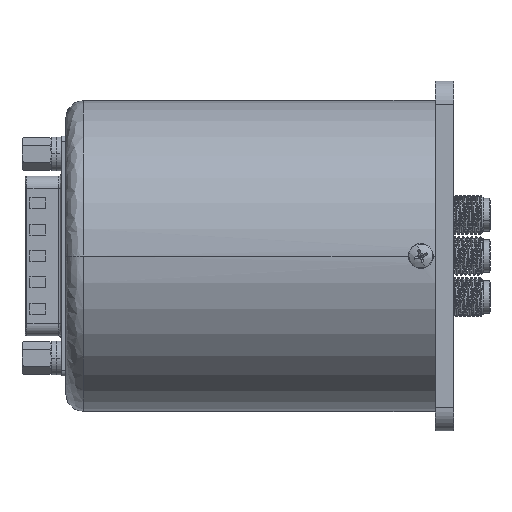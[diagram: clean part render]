
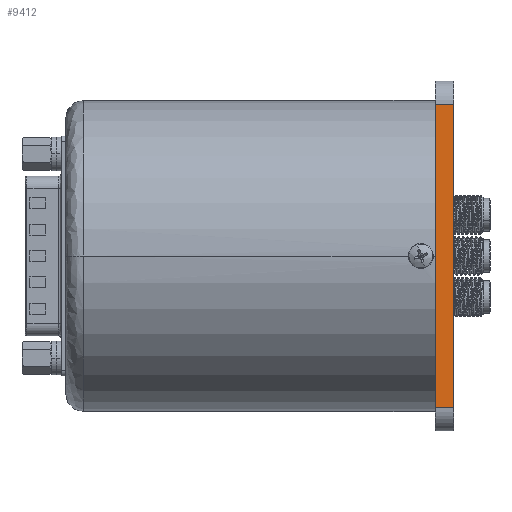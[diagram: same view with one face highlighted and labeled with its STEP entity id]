
A CAD part, left-side view. The second image highlights one B-rep face of the part: STEP entity #9412.
In plain terms, the highlighted planar face has unit normal (-1, 0, 0).
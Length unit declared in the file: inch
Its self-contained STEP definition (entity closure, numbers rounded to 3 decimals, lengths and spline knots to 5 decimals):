
#1704 = CARTESIAN_POINT ( 'NONE',  ( -1.125, 0.12, -0.975 ) ) ;
#1771 = CARTESIAN_POINT ( 'NONE',  ( -1.125, 0.12, 0.975 ) ) ;
#2206 = LINE ( 'NONE', #55885, #12171 ) ;
#3344 = ORIENTED_EDGE ( 'NONE', *, *, #42188, .F. ) ;
#4368 = ORIENTED_EDGE ( 'NONE', *, *, #48111, .T. ) ;
#6640 = VERTEX_POINT ( 'NONE', #1771 ) ;
#9412 = ADVANCED_FACE ( 'NONE', ( #57162 ), #29384, .F. ) ;
#10799 = ORIENTED_EDGE ( 'NONE', *, *, #25321, .F. ) ;
#12171 = VECTOR ( 'NONE', #14549, 39.37008 ) ;
#12945 = CARTESIAN_POINT ( 'NONE',  ( -1.125, 0.12, 1.125 ) ) ;
#13794 = VECTOR ( 'NONE', #20052, 39.37008 ) ;
#14549 = DIRECTION ( 'NONE',  ( 0., 0., 1. ) ) ;
#17012 = CARTESIAN_POINT ( 'NONE',  ( -1.125, 0.12, 1.125 ) ) ;
#17404 = CARTESIAN_POINT ( 'NONE',  ( -1.125, 0., 0.975 ) ) ;
#19735 = EDGE_CURVE ( 'NONE', #49914, #6640, #40376, .T. ) ;
#20052 = DIRECTION ( 'NONE',  ( 0., 1., 0. ) ) ;
#21904 = CARTESIAN_POINT ( 'NONE',  ( -1.125, 0.12, -0.975 ) ) ;
#22014 = VERTEX_POINT ( 'NONE', #17404 ) ;
#25321 = EDGE_CURVE ( 'NONE', #6640, #22014, #36842, .T. ) ;
#26072 = EDGE_LOOP ( 'NONE', ( #10799, #32245, #3344, #4368 ) ) ;
#29384 = PLANE ( 'NONE',  #56926 ) ;
#32245 = ORIENTED_EDGE ( 'NONE', *, *, #19735, .F. ) ;
#32694 = CARTESIAN_POINT ( 'NONE',  ( -1.125, 0., -0.975 ) ) ;
#36237 = CARTESIAN_POINT ( 'NONE',  ( -1.125, 0.12, 0.975 ) ) ;
#36842 = LINE ( 'NONE', #36237, #44993 ) ;
#37147 = DIRECTION ( 'NONE',  ( 0., -1., 0. ) ) ;
#40376 = LINE ( 'NONE', #12945, #56113 ) ;
#41078 = VERTEX_POINT ( 'NONE', #32694 ) ;
#42188 = EDGE_CURVE ( 'NONE', #41078, #49914, #56564, .T. ) ;
#44993 = VECTOR ( 'NONE', #37147, 39.37008 ) ;
#45782 = DIRECTION ( 'NONE',  ( 0., 0., 1. ) ) ;
#47802 = DIRECTION ( 'NONE',  ( 0., 0., -1. ) ) ;
#48111 = EDGE_CURVE ( 'NONE', #41078, #22014, #2206, .T. ) ;
#49914 = VERTEX_POINT ( 'NONE', #21904 ) ;
#55885 = CARTESIAN_POINT ( 'NONE',  ( -1.125, 0., 0. ) ) ;
#56113 = VECTOR ( 'NONE', #45782, 39.37008 ) ;
#56564 = LINE ( 'NONE', #1704, #13794 ) ;
#56926 = AXIS2_PLACEMENT_3D ( 'NONE', #17012, #57737, #47802 ) ;
#57162 = FACE_OUTER_BOUND ( 'NONE', #26072, .T. ) ;
#57737 = DIRECTION ( 'NONE',  ( 1., 0., 0. ) ) ;
